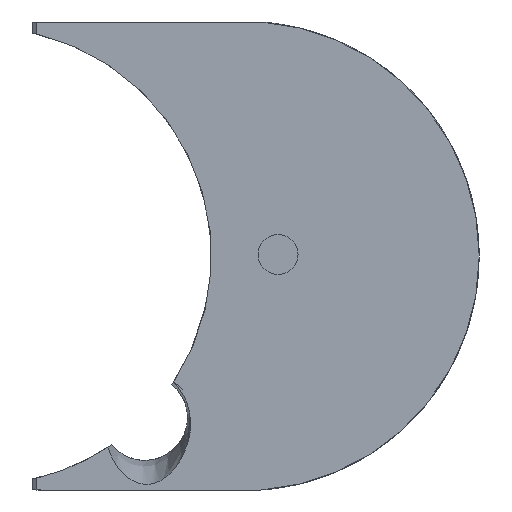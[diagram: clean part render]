
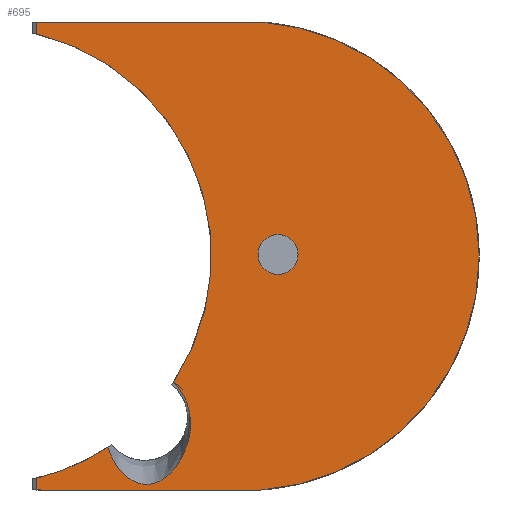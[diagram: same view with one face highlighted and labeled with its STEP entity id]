
A CAD part, front view. The second image highlights one B-rep face of the part: STEP entity #695.
In plain terms, the highlighted planar face has unit normal (0, -1, 0).
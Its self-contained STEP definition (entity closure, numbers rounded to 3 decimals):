
#28=FACE_BOUND('',#153,.T.);
#32=LINE('',#1102,#58);
#33=LINE('',#1104,#59);
#34=LINE('',#1108,#60);
#35=LINE('',#1110,#61);
#58=VECTOR('',#813,10.);
#59=VECTOR('',#814,10.);
#60=VECTOR('',#817,10.);
#61=VECTOR('',#818,10.);
#84=PLANE('',#751);
#94=ELLIPSE('',#750,3.662,3.);
#114=FACE_OUTER_BOUND('',#152,.T.);
#152=EDGE_LOOP('',(#477,#478,#479,#480,#481,#482,#483,#484,#485));
#153=EDGE_LOOP('',(#486));
#193=B_SPLINE_CURVE_WITH_KNOTS('',3,(#1003,#1004,#1005,#1006,#1007,#1008,
#1009,#1010,#1011,#1012,#1013,#1014,#1015,#1016,#1017,#1018,#1019,#1020,
#1021,#1022,#1023,#1024),.UNSPECIFIED.,.F.,.F.,(4,2,2,2,2,2,2,2,2,2,4),
(0.185,0.245,0.307,0.363,
0.476,0.627,0.742,0.852,
0.989,1.164,1.341),.UNSPECIFIED.);
#255=CIRCLE('',#752,16.);
#256=CIRCLE('',#753,16.424);
#257=CIRCLE('',#754,16.);
#258=CIRCLE('',#755,1.4);
#275=VERTEX_POINT('',#997);
#276=VERTEX_POINT('',#1002);
#279=VERTEX_POINT('',#1092);
#280=VERTEX_POINT('',#1099);
#281=VERTEX_POINT('',#1101);
#282=VERTEX_POINT('',#1103);
#283=VERTEX_POINT('',#1105);
#284=VERTEX_POINT('',#1107);
#285=VERTEX_POINT('',#1109);
#286=VERTEX_POINT('',#1112);
#356=EDGE_CURVE('',#275,#276,#193,.T.);
#361=EDGE_CURVE('',#279,#276,#94,.T.);
#363=EDGE_CURVE('',#275,#280,#255,.T.);
#364=EDGE_CURVE('',#280,#281,#32,.F.);
#365=EDGE_CURVE('',#282,#281,#33,.T.);
#366=EDGE_CURVE('',#282,#283,#256,.T.);
#367=EDGE_CURVE('',#283,#284,#34,.T.);
#368=EDGE_CURVE('',#284,#285,#35,.F.);
#369=EDGE_CURVE('',#285,#279,#257,.T.);
#370=EDGE_CURVE('',#286,#286,#258,.T.);
#477=ORIENTED_EDGE('',*,*,#356,.F.);
#478=ORIENTED_EDGE('',*,*,#363,.T.);
#479=ORIENTED_EDGE('',*,*,#364,.T.);
#480=ORIENTED_EDGE('',*,*,#365,.F.);
#481=ORIENTED_EDGE('',*,*,#366,.T.);
#482=ORIENTED_EDGE('',*,*,#367,.T.);
#483=ORIENTED_EDGE('',*,*,#368,.T.);
#484=ORIENTED_EDGE('',*,*,#369,.T.);
#485=ORIENTED_EDGE('',*,*,#361,.T.);
#486=ORIENTED_EDGE('',*,*,#370,.T.);
#695=ADVANCED_FACE('',(#114,#28),#84,.T.);
#750=AXIS2_PLACEMENT_3D('',#1093,#807,#808);
#751=AXIS2_PLACEMENT_3D('',#1098,#809,#810);
#752=AXIS2_PLACEMENT_3D('',#1100,#811,#812);
#753=AXIS2_PLACEMENT_3D('',#1106,#815,#816);
#754=AXIS2_PLACEMENT_3D('',#1111,#819,#820);
#755=AXIS2_PLACEMENT_3D('',#1113,#821,#822);
#807=DIRECTION('center_axis',(0.,1.,0.));
#808=DIRECTION('ref_axis',(0.,0.,1.));
#809=DIRECTION('center_axis',(0.,-1.,0.));
#810=DIRECTION('ref_axis',(0.,0.,1.));
#811=DIRECTION('center_axis',(0.,1.,0.));
#812=DIRECTION('ref_axis',(-1.,0.,0.));
#813=DIRECTION('',(0.,0.,1.));
#814=DIRECTION('',(-1.,0.,0.));
#815=DIRECTION('center_axis',(0.,-1.,0.));
#816=DIRECTION('ref_axis',(0.,0.,1.));
#817=DIRECTION('',(-1.,0.,0.));
#818=DIRECTION('',(0.,0.,1.));
#819=DIRECTION('center_axis',(0.,1.,0.));
#820=DIRECTION('ref_axis',(-1.,0.,0.));
#821=DIRECTION('center_axis',(0.,1.,0.));
#822=DIRECTION('ref_axis',(0.,0.,1.));
#997=CARTESIAN_POINT('',(71.524,101.19,8.821));
#1002=CARTESIAN_POINT('',(77.135,101.19,9.176));
#1003=CARTESIAN_POINT('Ctrl Pts',(71.524,101.19,8.821));
#1004=CARTESIAN_POINT('Ctrl Pts',(71.572,101.19,8.677));
#1005=CARTESIAN_POINT('Ctrl Pts',(71.625,101.19,8.537));
#1006=CARTESIAN_POINT('Ctrl Pts',(71.745,101.19,8.252));
#1007=CARTESIAN_POINT('Ctrl Pts',(71.812,101.19,8.111));
#1008=CARTESIAN_POINT('Ctrl Pts',(71.954,101.19,7.847));
#1009=CARTESIAN_POINT('Ctrl Pts',(72.028,101.19,7.723));
#1010=CARTESIAN_POINT('Ctrl Pts',(72.268,101.19,7.364));
#1011=CARTESIAN_POINT('Ctrl Pts',(72.452,101.19,7.139));
#1012=CARTESIAN_POINT('Ctrl Pts',(72.937,101.19,6.679));
#1013=CARTESIAN_POINT('Ctrl Pts',(73.24,101.19,6.482));
#1014=CARTESIAN_POINT('Ctrl Pts',(73.795,101.19,6.272));
#1015=CARTESIAN_POINT('Ctrl Pts',(74.047,101.19,6.225));
#1016=CARTESIAN_POINT('Ctrl Pts',(74.553,101.19,6.241));
#1017=CARTESIAN_POINT('Ctrl Pts',(74.792,101.19,6.299));
#1018=CARTESIAN_POINT('Ctrl Pts',(75.303,101.19,6.514));
#1019=CARTESIAN_POINT('Ctrl Pts',(75.562,101.19,6.689));
#1020=CARTESIAN_POINT('Ctrl Pts',(76.083,101.19,7.155));
#1021=CARTESIAN_POINT('Ctrl Pts',(76.365,101.19,7.499));
#1022=CARTESIAN_POINT('Ctrl Pts',(76.865,101.19,8.375));
#1023=CARTESIAN_POINT('Ctrl Pts',(77.025,101.19,8.814));
#1024=CARTESIAN_POINT('Ctrl Pts',(77.135,101.19,9.176));
#1092=CARTESIAN_POINT('',(76.117,101.19,13.381));
#1093=CARTESIAN_POINT('Origin',(74.322,101.19,10.447));
#1098=CARTESIAN_POINT('Origin',(78.655,101.19,22.22));
#1099=CARTESIAN_POINT('',(66.565,101.19,6.674));
#1100=CARTESIAN_POINT('Origin',(62.78,101.19,22.22));
#1101=CARTESIAN_POINT('',(66.565,101.19,5.835));
#1102=CARTESIAN_POINT('',(66.565,101.19,22.221));
#1103=CARTESIAN_POINT('',(82.244,101.19,5.835));
#1104=CARTESIAN_POINT('',(79.312,101.19,5.835));
#1105=CARTESIAN_POINT('',(82.244,101.19,38.605));
#1106=CARTESIAN_POINT('Origin',(81.106,101.19,22.22));
#1107=CARTESIAN_POINT('',(66.565,101.19,38.605));
#1108=CARTESIAN_POINT('',(86.593,101.19,38.605));
#1109=CARTESIAN_POINT('',(66.565,101.19,37.766));
#1110=CARTESIAN_POINT('',(66.565,101.19,22.221));
#1111=CARTESIAN_POINT('Origin',(62.78,101.19,22.22));
#1112=CARTESIAN_POINT('',(83.445,101.19,20.93));
#1113=CARTESIAN_POINT('Origin',(83.445,101.19,22.33));
